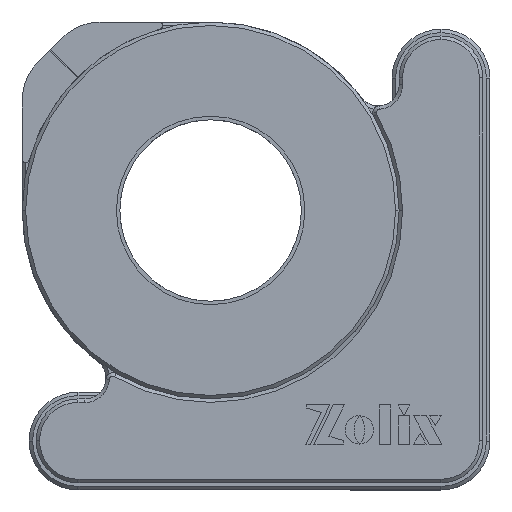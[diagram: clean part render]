
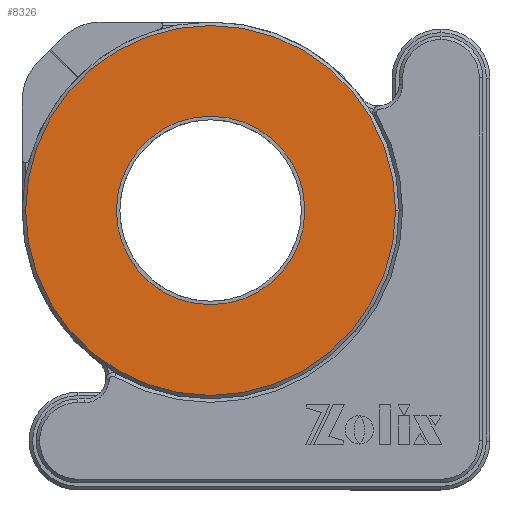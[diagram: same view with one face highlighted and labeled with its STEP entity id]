
A CAD part, top view. The second image highlights one B-rep face of the part: STEP entity #8326.
In plain terms, the highlighted planar face has unit normal (0, 0, 1).
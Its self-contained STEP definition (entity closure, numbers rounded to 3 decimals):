
#1262 = EDGE_LOOP ( 'NONE', ( #9656, #13248 ) ) ;
#2268 = CIRCLE ( 'NONE', #13300, 26.5 ) ;
#3071 = VERTEX_POINT ( 'NONE', #9869 ) ;
#3233 = CARTESIAN_POINT ( 'NONE',  ( 0., 0., 0.021 ) ) ;
#3459 = DIRECTION ( 'NONE',  ( -1., 0., 0. ) ) ;
#3591 = CARTESIAN_POINT ( 'NONE',  ( 0., 27., 0.021 ) ) ;
#3593 = ORIENTED_EDGE ( 'NONE', *, *, #9425, .T. ) ;
#3616 = DIRECTION ( 'NONE',  ( 0., 0., -1. ) ) ;
#3694 = CARTESIAN_POINT ( 'NONE',  ( 0., 0., 0.021 ) ) ;
#3829 = VERTEX_POINT ( 'NONE', #16136 ) ;
#4390 = CARTESIAN_POINT ( 'NONE',  ( 0., 0., 0.021 ) ) ;
#4460 = DIRECTION ( 'NONE',  ( 0., 0., -1. ) ) ;
#5008 = EDGE_CURVE ( 'NONE', #3071, #22478, #2268, .T. ) ;
#6957 = DIRECTION ( 'NONE',  ( 0., 0., 1. ) ) ;
#7148 = DIRECTION ( 'NONE',  ( 0., 0., -1. ) ) ;
#7458 = FACE_BOUND ( 'NONE', #1262, .T. ) ;
#7791 = DIRECTION ( 'NONE',  ( 0., 0., 1. ) ) ;
#8326 = ADVANCED_FACE ( 'NONE', ( #15760, #7458 ), #14178, .F. ) ;
#9425 = EDGE_CURVE ( 'NONE', #22478, #3071, #10740, .T. ) ;
#9432 = ORIENTED_EDGE ( 'NONE', *, *, #5008, .T. ) ;
#9656 = ORIENTED_EDGE ( 'NONE', *, *, #11128, .T. ) ;
#9697 = DIRECTION ( 'NONE',  ( -1., 0., 0. ) ) ;
#9869 = CARTESIAN_POINT ( 'NONE',  ( -26.5, 0., 0.021 ) ) ;
#10584 = VERTEX_POINT ( 'NONE', #13112 ) ;
#10740 = CIRCLE ( 'NONE', #15169, 26.5 ) ;
#11128 = EDGE_CURVE ( 'NONE', #3829, #10584, #19241, .T. ) ;
#12226 = CARTESIAN_POINT ( 'NONE',  ( 26.5, 0., 0.021 ) ) ;
#12552 = EDGE_LOOP ( 'NONE', ( #9432, #3593 ) ) ;
#13112 = CARTESIAN_POINT ( 'NONE',  ( 13.5, 0., 0.021 ) ) ;
#13248 = ORIENTED_EDGE ( 'NONE', *, *, #22169, .T. ) ;
#13300 = AXIS2_PLACEMENT_3D ( 'NONE', #4390, #7791, #20137 ) ;
#14178 = PLANE ( 'NONE',  #15309 ) ;
#15169 = AXIS2_PLACEMENT_3D ( 'NONE', #3233, #6957, #17376 ) ;
#15309 = AXIS2_PLACEMENT_3D ( 'NONE', #3591, #7148, #17938 ) ;
#15760 = FACE_OUTER_BOUND ( 'NONE', #12552, .T. ) ;
#16136 = CARTESIAN_POINT ( 'NONE',  ( -13.5, 0., 0.021 ) ) ;
#17376 = DIRECTION ( 'NONE',  ( -1., 0., 0. ) ) ;
#17387 = AXIS2_PLACEMENT_3D ( 'NONE', #20349, #4460, #9697 ) ;
#17938 = DIRECTION ( 'NONE',  ( -1., 0., 0. ) ) ;
#18998 = AXIS2_PLACEMENT_3D ( 'NONE', #3694, #3616, #3459 ) ;
#19241 = CIRCLE ( 'NONE', #18998, 13.5 ) ;
#20137 = DIRECTION ( 'NONE',  ( -1., 0., 0. ) ) ;
#20349 = CARTESIAN_POINT ( 'NONE',  ( 0., 0., 0.021 ) ) ;
#21796 = CIRCLE ( 'NONE', #17387, 13.5 ) ;
#22169 = EDGE_CURVE ( 'NONE', #10584, #3829, #21796, .T. ) ;
#22478 = VERTEX_POINT ( 'NONE', #12226 ) ;
